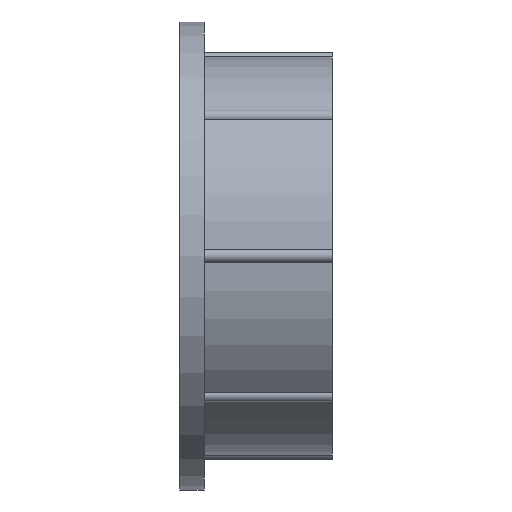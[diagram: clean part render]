
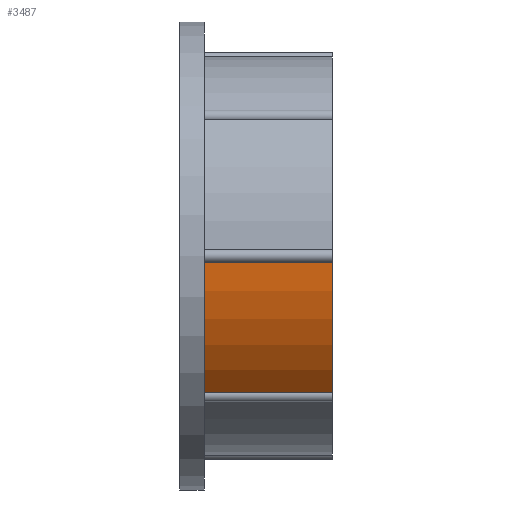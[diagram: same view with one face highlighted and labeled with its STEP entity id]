
A CAD part, left-side view. The second image highlights one B-rep face of the part: STEP entity #3487.
In plain terms, the highlighted cylindrical face has radius 9.8 mm (diameter 19.6 mm), a partial arc.
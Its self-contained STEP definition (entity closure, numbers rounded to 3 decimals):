
#292 = CARTESIAN_POINT ( 'NONE',  ( 0., 0., 0. ) ) ;
#425 = FACE_OUTER_BOUND ( 'NONE', #3105, .T. ) ;
#502 = LINE ( 'NONE', #11402, #10439 ) ;
#574 = CARTESIAN_POINT ( 'NONE',  ( 0., 6.3, 0. ) ) ;
#1028 = EDGE_CURVE ( 'NONE', #2748, #6283, #10674, .T. ) ;
#1360 = CARTESIAN_POINT ( 'NONE',  ( 0., 0., 0. ) ) ;
#1621 = CYLINDRICAL_SURFACE ( 'NONE', #7057, 9.8 ) ;
#2279 = CARTESIAN_POINT ( 'NONE',  ( -7.14, 6.3, -6.713 ) ) ;
#2748 = VERTEX_POINT ( 'NONE', #7291 ) ;
#2826 = DIRECTION ( 'NONE',  ( 0., -1., 0. ) ) ;
#2885 = AXIS2_PLACEMENT_3D ( 'NONE', #574, #2826, #6467 ) ;
#3097 = CARTESIAN_POINT ( 'NONE',  ( -9.795, 6.3, -0.302 ) ) ;
#3105 = EDGE_LOOP ( 'NONE', ( #12659, #5539, #7557, #13620 ) ) ;
#3487 = ADVANCED_FACE ( 'NONE', ( #425 ), #1621, .T. ) ;
#3645 = LINE ( 'NONE', #7241, #4705 ) ;
#4705 = VECTOR ( 'NONE', #9417, 1000. ) ;
#4867 = DIRECTION ( 'NONE',  ( 0., 0., -1. ) ) ;
#5539 = ORIENTED_EDGE ( 'NONE', *, *, #1028, .F. ) ;
#5586 = VERTEX_POINT ( 'NONE', #2279 ) ;
#6000 = AXIS2_PLACEMENT_3D ( 'NONE', #292, #11509, #6913 ) ;
#6283 = VERTEX_POINT ( 'NONE', #10104 ) ;
#6467 = DIRECTION ( 'NONE',  ( 0., 0., -1. ) ) ;
#6913 = DIRECTION ( 'NONE',  ( 0., 0., -1. ) ) ;
#7021 = DIRECTION ( 'NONE',  ( 0., -1., 0. ) ) ;
#7057 = AXIS2_PLACEMENT_3D ( 'NONE', #1360, #7021, #4867 ) ;
#7241 = CARTESIAN_POINT ( 'NONE',  ( -7.14, 7.502, -6.713 ) ) ;
#7291 = CARTESIAN_POINT ( 'NONE',  ( -9.795, 0., -0.302 ) ) ;
#7557 = ORIENTED_EDGE ( 'NONE', *, *, #11236, .F. ) ;
#8254 = DIRECTION ( 'NONE',  ( 0., -1., 0. ) ) ;
#8334 = EDGE_CURVE ( 'NONE', #9301, #5586, #9252, .T. ) ;
#8897 = EDGE_CURVE ( 'NONE', #5586, #6283, #3645, .T. ) ;
#9252 = CIRCLE ( 'NONE', #2885, 9.8 ) ;
#9301 = VERTEX_POINT ( 'NONE', #3097 ) ;
#9417 = DIRECTION ( 'NONE',  ( 0., -1., 0. ) ) ;
#10104 = CARTESIAN_POINT ( 'NONE',  ( -7.14, 0., -6.713 ) ) ;
#10439 = VECTOR ( 'NONE', #8254, 1000. ) ;
#10674 = CIRCLE ( 'NONE', #6000, 9.8 ) ;
#11236 = EDGE_CURVE ( 'NONE', #9301, #2748, #502, .T. ) ;
#11402 = CARTESIAN_POINT ( 'NONE',  ( -9.795, 7.502, -0.302 ) ) ;
#11509 = DIRECTION ( 'NONE',  ( 0., -1., 0. ) ) ;
#12659 = ORIENTED_EDGE ( 'NONE', *, *, #8897, .T. ) ;
#13620 = ORIENTED_EDGE ( 'NONE', *, *, #8334, .T. ) ;
